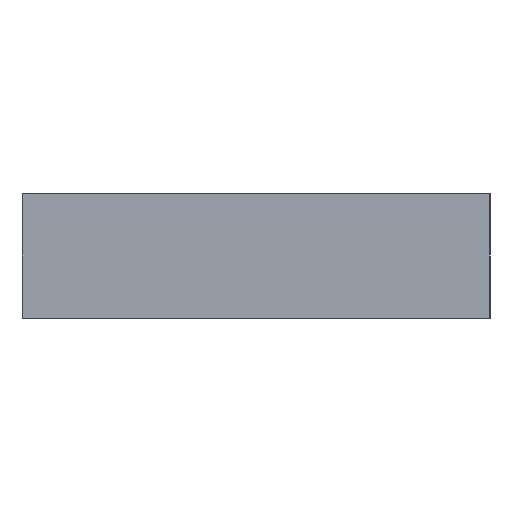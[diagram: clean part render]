
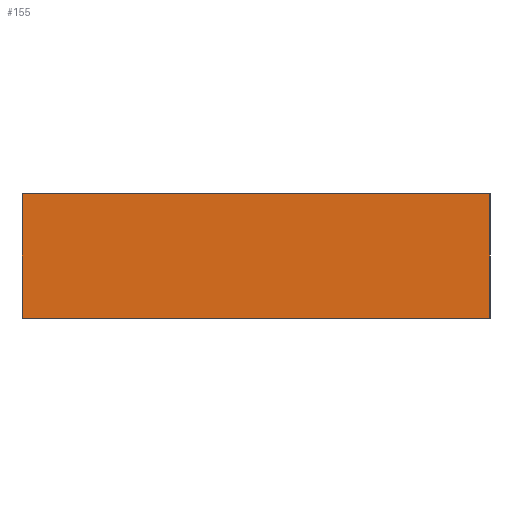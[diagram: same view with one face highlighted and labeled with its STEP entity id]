
A CAD part, left-side view. The second image highlights one B-rep face of the part: STEP entity #155.
In plain terms, the highlighted planar face has unit normal (-1, 0, 0).
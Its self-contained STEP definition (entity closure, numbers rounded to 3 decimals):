
#137=AXIS2_PLACEMENT_3D('Plane Axis2P3D',#134,#135,#136) ;
#41=CARTESIAN_POINT('Vertex',(0.,15.,4.)) ;
#57=CARTESIAN_POINT('Vertex',(0.,15.,0.)) ;
#60=CARTESIAN_POINT('Line Origine',(0.,15.,2.)) ;
#112=CARTESIAN_POINT('Vertex',(0.,0.,4.)) ;
#115=CARTESIAN_POINT('Line Origine',(0.,0.,2.)) ;
#119=CARTESIAN_POINT('Vertex',(0.,0.,0.)) ;
#134=CARTESIAN_POINT('Axis2P3D Location',(0.,15.,0.)) ;
#139=CARTESIAN_POINT('Line Origine',(0.,7.5,4.)) ;
#144=CARTESIAN_POINT('Line Origine',(0.,7.5,0.)) ;
#61=DIRECTION('Vector Direction',(0.,0.,1.)) ;
#116=DIRECTION('Vector Direction',(0.,0.,1.)) ;
#135=DIRECTION('Axis2P3D Direction',(-1.,0.,0.)) ;
#136=DIRECTION('Axis2P3D XDirection',(0.,-1.,0.)) ;
#140=DIRECTION('Vector Direction',(0.,-1.,0.)) ;
#145=DIRECTION('Vector Direction',(0.,-1.,0.)) ;
#62=VECTOR('Line Direction',#61,1.) ;
#117=VECTOR('Line Direction',#116,1.) ;
#141=VECTOR('Line Direction',#140,1.) ;
#146=VECTOR('Line Direction',#145,1.) ;
#150=ORIENTED_EDGE('',*,*,#143,.T.) ;
#151=ORIENTED_EDGE('',*,*,#64,.F.) ;
#152=ORIENTED_EDGE('',*,*,#148,.F.) ;
#153=ORIENTED_EDGE('',*,*,#121,.T.) ;
#155=ADVANCED_FACE('Hauptk\X2\00F6\X0\rper',(#154),#138,.T.) ;
#64=EDGE_CURVE('',#58,#42,#63,.T.) ;
#121=EDGE_CURVE('',#120,#113,#118,.T.) ;
#143=EDGE_CURVE('',#113,#42,#142,.F.) ;
#148=EDGE_CURVE('',#120,#58,#147,.F.) ;
#149=EDGE_LOOP('',(#150,#151,#152,#153)) ;
#154=FACE_OUTER_BOUND('',#149,.T.) ;
#63=LINE('Line',#60,#62) ;
#118=LINE('Line',#115,#117) ;
#142=LINE('Line',#139,#141) ;
#147=LINE('Line',#144,#146) ;
#138=PLANE('',#137) ;
#42=VERTEX_POINT('',#41) ;
#58=VERTEX_POINT('',#57) ;
#113=VERTEX_POINT('',#112) ;
#120=VERTEX_POINT('',#119) ;
